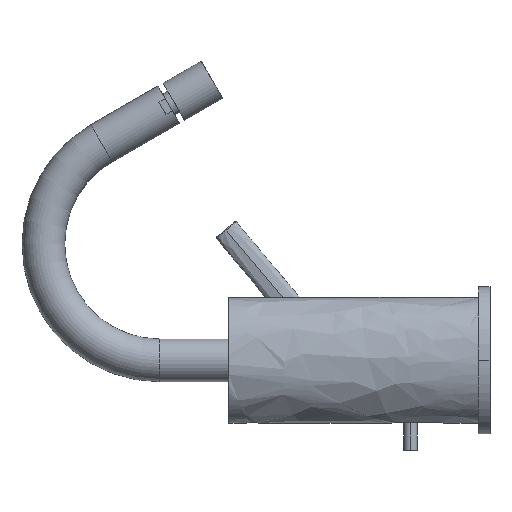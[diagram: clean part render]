
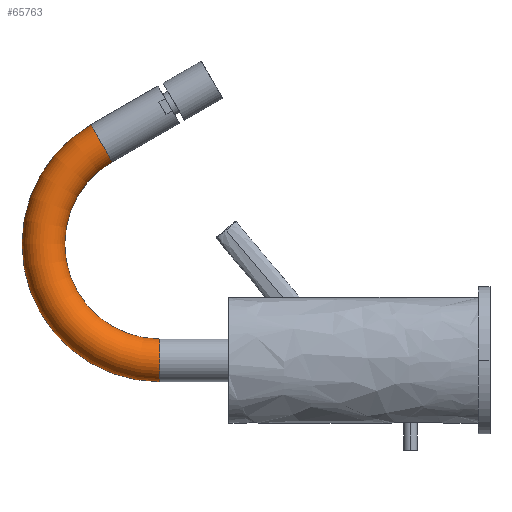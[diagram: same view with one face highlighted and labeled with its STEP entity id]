
A CAD part, left-side view. The second image highlights one B-rep face of the part: STEP entity #65763.
In plain terms, the highlighted toroidal (fillet/blend) face has major radius 49 mm and minor radius 9 mm.
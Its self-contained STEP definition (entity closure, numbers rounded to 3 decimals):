
#53950=CARTESIAN_POINT('',(0.,134.095,0.));
#53951=DIRECTION('',(0.,1.,0.));
#53952=DIRECTION('',(0.,0.,-1.));
#53953=AXIS2_PLACEMENT_3D('',#53950,#53951,#53952);
#53955=CARTESIAN_POINT('',(0.,134.095,49.));
#53956=DIRECTION('',(1.,0.,0.));
#53957=DIRECTION('',(0.,0.,-1.));
#53958=AXIS2_PLACEMENT_3D('',#53955,#53956,#53957);
#53965=CARTESIAN_POINT('',(0.,134.095,49.));
#53966=DIRECTION('',(1.,0.,0.));
#53967=DIRECTION('',(0.,0.,-1.));
#53968=AXIS2_PLACEMENT_3D('',#53965,#53966,#53967);
#54029=CARTESIAN_POINT('',(0.,158.595,91.435));
#54030=DIRECTION('',(0.,-0.866,0.5));
#54031=DIRECTION('',(0.,0.5,0.866));
#54032=AXIS2_PLACEMENT_3D('',#54029,#54030,#54031);
#64079=CARTESIAN_POINT('',(0.,134.095,9.));
#64080=CARTESIAN_POINT('',(0.,134.095,-9.));
#64081=VERTEX_POINT('',#64079);
#64082=VERTEX_POINT('',#64080);
#64087=CARTESIAN_POINT('',(0.,154.095,83.641));
#64088=CARTESIAN_POINT('',(0.,163.095,99.229));
#64089=VERTEX_POINT('',#64087);
#64090=VERTEX_POINT('',#64088);
#65749=CARTESIAN_POINT('',(0.,134.095,49.));
#65750=DIRECTION('',(1.,0.,0.));
#65751=DIRECTION('',(0.,0.,1.));
#65752=AXIS2_PLACEMENT_3D('',#65749,#65750,#65751);
#65753=TOROIDAL_SURFACE('',#65752,49.,9.);
#65754=ORIENTED_EDGE('',*,*,#65736,.F.);
#65756=ORIENTED_EDGE('',*,*,#65755,.T.);
#65758=ORIENTED_EDGE('',*,*,#65757,.T.);
#65760=ORIENTED_EDGE('',*,*,#65759,.F.);
#65761=EDGE_LOOP('',(#65754,#65756,#65758,#65760));
#65762=FACE_OUTER_BOUND('',#65761,.F.);
#65763=ADVANCED_FACE('',(#65762),#65753,.T.);
#53954=CIRCLE('',#53953,9.);
#53959=CIRCLE('',#53958,58.);
#53969=CIRCLE('',#53968,40.);
#54033=CIRCLE('',#54032,9.);
#65736=EDGE_CURVE('',#64082,#64081,#53954,.T.);
#65755=EDGE_CURVE('',#64082,#64090,#53959,.T.);
#65757=EDGE_CURVE('',#64090,#64089,#54033,.T.);
#65759=EDGE_CURVE('',#64081,#64089,#53969,.T.);
